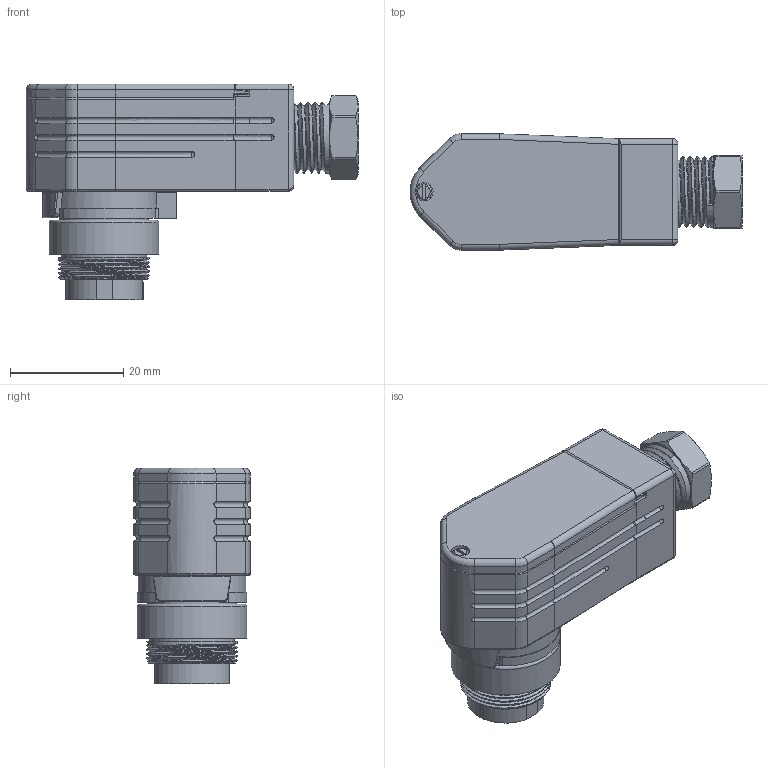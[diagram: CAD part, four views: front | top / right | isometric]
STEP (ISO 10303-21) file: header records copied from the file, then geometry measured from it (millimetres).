
FILE_DESCRIPTION(/* description */ (''),/* implementation_level */ '2;1');
FILE_NAME(/* name */ 'c091 31k003 100 2 unxc001-01.stp',/* time_stamp */ '2019-07-08T14:25:53+02:00',/* author */ (''),/* organization */ (''),/* preprocessor_version */ 'ST-DEVELOPER v16.7',/* originating_system */ 'SIEMENS PLM Software NX 12.0',/* authorisation */ '');
FILE_SCHEMA (('AUTOMOTIVE_DESIGN { 1 0 10303 214 3 1 1 1 }'));
Length unit declared in the file: millimetre
Products named in the file (1): c091 31k003 100 2 unxc001-01
Bounding box: 58.56 x 20.5 x 38.1 mm (x, y, z)
Volume: 21108 mm3; surface area: 7910.6 mm2
Topology: 1 solids, 10 shells, 467 faces, 1166 edges, 689 vertices
Faces by surface type: plane 177, cylinder 137, bspline 85, cone 28, sphere 26, torus 10, revolution 4
Full cylindrical faces by diameter (mm): 1.475 x3, 2.8 x1, 3.2 x1, 12.5 x5, 14.2 x1, 15 x1, 15.7 x1, 19.3 x1
Entity records: 16393 total; most frequent: CARTESIAN_POINT 5693, ORIENTED_EDGE 2128, DIRECTION 2062, EDGE_CURVE 1064, AXIS2_PLACEMENT_3D 766, VERTEX_POINT 660, LINE 526, VECTOR 526
